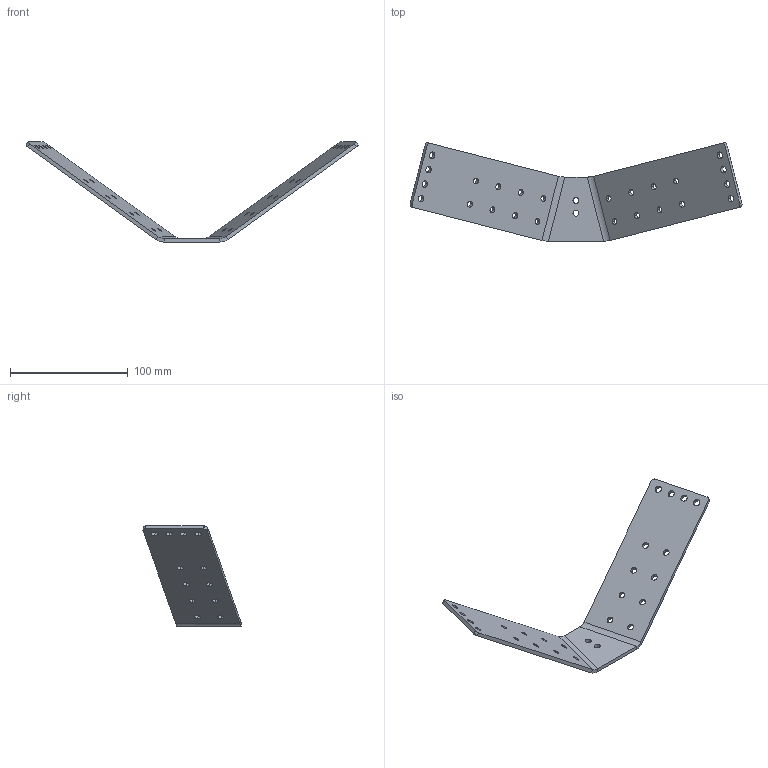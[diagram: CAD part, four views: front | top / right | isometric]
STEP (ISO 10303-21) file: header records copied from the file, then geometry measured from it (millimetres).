
FILE_DESCRIPTION (( 'STEP AP214' ), '1' );
FILE_NAME ('Buzzzz-Kill Front Wedge.STEP', '2023-07-22T20:30:29', ( '' ), ( '' ), 'SwSTEP 2.0', 'SolidWorks 2021', '' );
FILE_SCHEMA (( 'AUTOMOTIVE_DESIGN' ));
Length unit declared in the file: inch
Products named in the file (1): Buzzzz-Kill Front Wedge
Bounding box: 282.35 x 83.48 x 85.19 mm (x, y, z)
Volume: 56321.8 mm3; surface area: 39257.6 mm2
Topology: 1 solids, 1 shells, 79 faces, 215 edges, 138 vertices
Faces by surface type: cylinder 61, plane 14, bspline 4
Entity records: 2771 total; most frequent: CARTESIAN_POINT 565, DIRECTION 473, ORIENTED_EDGE 430, EDGE_CURVE 215, AXIS2_PLACEMENT_3D 190, VERTEX_POINT 138, EDGE_LOOP 131, CIRCLE 114
